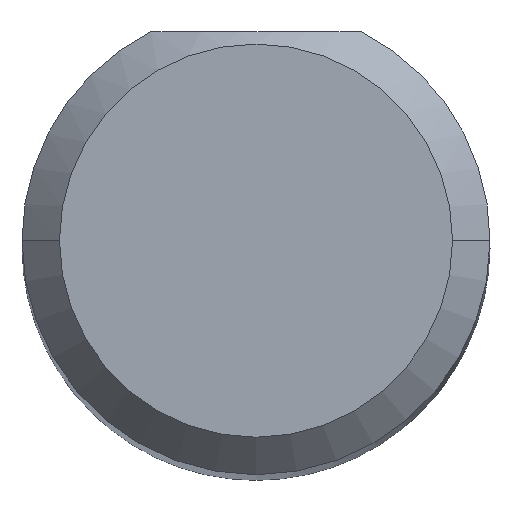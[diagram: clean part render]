
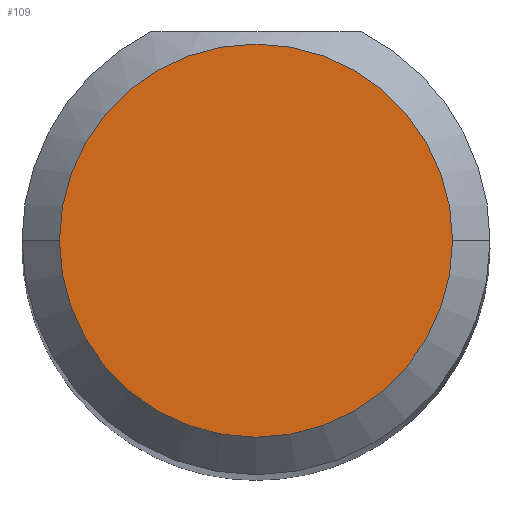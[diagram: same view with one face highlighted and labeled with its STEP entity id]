
A CAD part, top view. The second image highlights one B-rep face of the part: STEP entity #109.
In plain terms, the highlighted planar face has unit normal (0, 0, 1).
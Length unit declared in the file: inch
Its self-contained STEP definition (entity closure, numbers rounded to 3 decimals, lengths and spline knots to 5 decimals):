
#12 = DIRECTION ( 'NONE',  ( 0., 0., 1. ) ) ;
#20 = EDGE_CURVE ( 'NONE', #62, #447, #204, .T. ) ;
#49 = ORIENTED_EDGE ( 'NONE', *, *, #165, .T. ) ;
#62 = VERTEX_POINT ( 'NONE', #483 ) ;
#109 = ADVANCED_FACE ( 'NONE', ( #372 ), #498, .T. ) ;
#125 = CIRCLE ( 'NONE', #492, 0.07875 ) ;
#136 = DIRECTION ( 'NONE',  ( 1., 0., 0. ) ) ;
#153 = EDGE_LOOP ( 'NONE', ( #49, #473 ) ) ;
#165 = EDGE_CURVE ( 'NONE', #447, #62, #125, .T. ) ;
#195 = AXIS2_PLACEMENT_3D ( 'NONE', #506, #389, #202 ) ;
#202 = DIRECTION ( 'NONE',  ( 1., 0., 0. ) ) ;
#204 = CIRCLE ( 'NONE', #500, 0.07875 ) ;
#342 = CARTESIAN_POINT ( 'NONE',  ( -0.07875, 0., 2. ) ) ;
#372 = FACE_OUTER_BOUND ( 'NONE', #153, .T. ) ;
#389 = DIRECTION ( 'NONE',  ( 0., 0., 1. ) ) ;
#428 = CARTESIAN_POINT ( 'NONE',  ( 0., 0., 2. ) ) ;
#432 = DIRECTION ( 'NONE',  ( 0., 0., 1. ) ) ;
#442 = DIRECTION ( 'NONE',  ( 1., 0., 0. ) ) ;
#447 = VERTEX_POINT ( 'NONE', #342 ) ;
#473 = ORIENTED_EDGE ( 'NONE', *, *, #20, .T. ) ;
#483 = CARTESIAN_POINT ( 'NONE',  ( 0.07875, 0., 2. ) ) ;
#492 = AXIS2_PLACEMENT_3D ( 'NONE', #428, #432, #136 ) ;
#498 = PLANE ( 'NONE',  #195 ) ;
#500 = AXIS2_PLACEMENT_3D ( 'NONE', #515, #12, #442 ) ;
#506 = CARTESIAN_POINT ( 'NONE',  ( 0., 0., 2. ) ) ;
#515 = CARTESIAN_POINT ( 'NONE',  ( 0., 0., 2. ) ) ;
